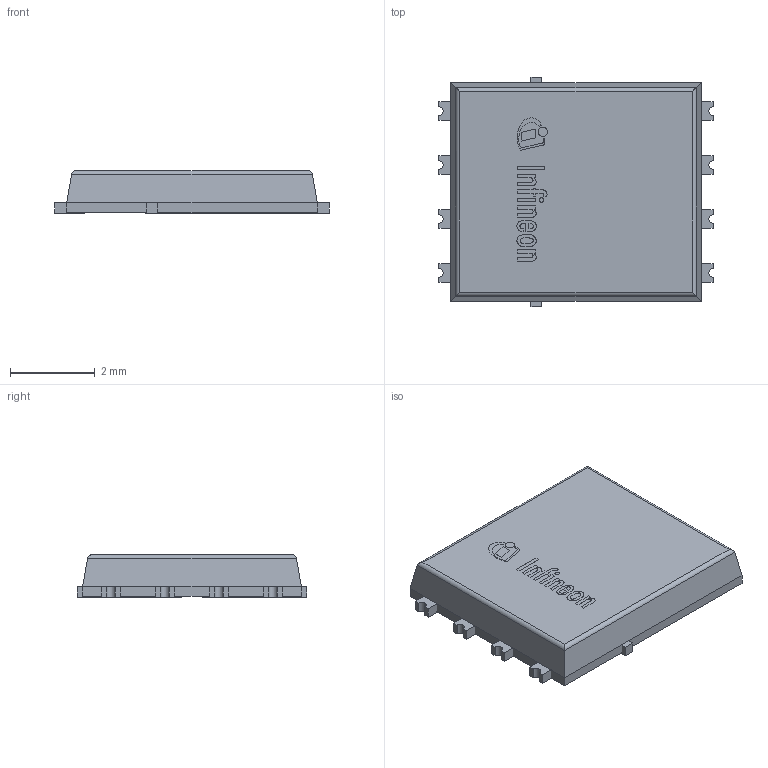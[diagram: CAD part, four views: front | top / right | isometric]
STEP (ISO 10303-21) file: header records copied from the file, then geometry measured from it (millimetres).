
FILE_DESCRIPTION(/* description */ (''),/* implementation_level */ '2;1');
FILE_NAME(/* name */ 'PG-TDSON-8-72_Z8B00158276_V05_3D.stp',/* time_stamp */ '2024-03-07T11:41:34+05:30',/* author */ ('Subramani'),/* organization */ (''),/* preprocessor_version */ 'ST-DEVELOPER v19.2',/* originating_system */ 'AutoCAD Mechanical',/* authorisation */ '');
FILE_SCHEMA (('AUTOMOTIVE_DESIGN { 1 0 10303 214 3 1 1 }'));
Length unit declared in the file: millimetre
Products named in the file (1): Product
Bounding box: 6.45 x 5.41 x 1 mm (x, y, z)
Volume: 32.7 mm3; surface area: 183.2 mm2
Topology: 20 solids, 20 shells, 233 faces, 575 edges, 382 vertices
Faces by surface type: plane 187, cylinder 26, bspline 20
Full cylindrical faces by diameter (mm): 0.107 x1, 0.219 x1
Entity records: 7075 total; most frequent: CARTESIAN_POINT 1921, ORIENTED_EDGE 1150, DIRECTION 919, EDGE_CURVE 575, LINE 395, VECTOR 395, VERTEX_POINT 382, AXIS2_PLACEMENT_3D 262
